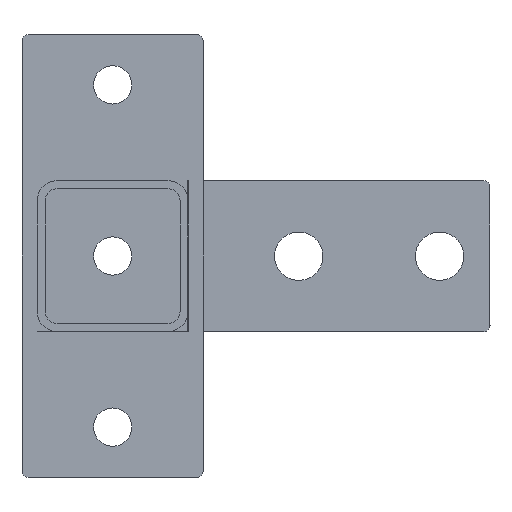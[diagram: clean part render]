
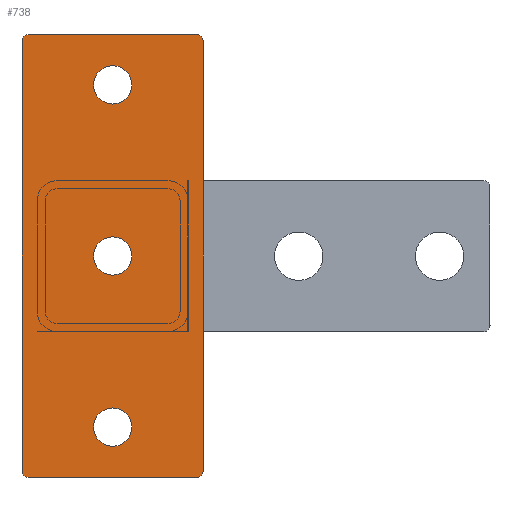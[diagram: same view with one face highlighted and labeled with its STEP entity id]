
A CAD part, front view. The second image highlights one B-rep face of the part: STEP entity #738.
In plain terms, the highlighted face is planar.
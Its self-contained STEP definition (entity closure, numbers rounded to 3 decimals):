
#1 = EDGE_CURVE ( 'NONE', #355, #1893, #1887, .T. ) ;
#30 = DIRECTION ( 'NONE',  ( 1., 0., 0. ) ) ;
#62 = CARTESIAN_POINT ( 'NONE',  ( -220., 3., -10. ) ) ;
#65 = CIRCLE ( 'NONE', #1932, 3. ) ;
#95 = CIRCLE ( 'NONE', #978, 9.5 ) ;
#103 = VECTOR ( 'NONE', #543, 1000. ) ;
#114 = EDGE_CURVE ( 'NONE', #1763, #899, #478, .T. ) ;
#135 = CARTESIAN_POINT ( 'NONE',  ( -195., 45., -10. ) ) ;
#167 = VERTEX_POINT ( 'NONE', #2156 ) ;
#171 = LINE ( 'NONE', #734, #103 ) ;
#222 = CIRCLE ( 'NONE', #1548, 9.5 ) ;
#301 = DIRECTION ( 'NONE',  ( 0., 0., 1. ) ) ;
#323 = AXIS2_PLACEMENT_3D ( 'NONE', #463, #1018, #987 ) ;
#336 = ORIENTED_EDGE ( 'NONE', *, *, #533, .T. ) ;
#342 = ORIENTED_EDGE ( 'NONE', *, *, #2307, .F. ) ;
#345 = DIRECTION ( 'NONE',  ( 1., 0., 0. ) ) ;
#352 = LINE ( 'NONE', #1075, #794 ) ;
#355 = VERTEX_POINT ( 'NONE', #1350 ) ;
#382 = CARTESIAN_POINT ( 'NONE',  ( -25., 45., -10. ) ) ;
#389 = DIRECTION ( 'NONE',  ( 0., 0., 1. ) ) ;
#416 = AXIS2_PLACEMENT_3D ( 'NONE', #2136, #1390, #694 ) ;
#419 = DIRECTION ( 'NONE',  ( -1., 0., 0. ) ) ;
#431 = EDGE_CURVE ( 'NONE', #497, #555, #897, .T. ) ;
#440 = DIRECTION ( 'NONE',  ( 0., 1., 0. ) ) ;
#445 = DIRECTION ( 'NONE',  ( 0., 0., 1. ) ) ;
#463 = CARTESIAN_POINT ( 'NONE',  ( -217., 3., -10. ) ) ;
#478 = CIRCLE ( 'NONE', #1766, 9.5 ) ;
#479 = VERTEX_POINT ( 'NONE', #997 ) ;
#480 = CARTESIAN_POINT ( 'NONE',  ( 0., 0., -10. ) ) ;
#497 = VERTEX_POINT ( 'NONE', #2348 ) ;
#503 = ORIENTED_EDGE ( 'NONE', *, *, #1255, .F. ) ;
#532 = EDGE_LOOP ( 'NONE', ( #2214, #1020, #503, #1377, #1101, #1749, #342, #1281 ) ) ;
#533 = EDGE_CURVE ( 'NONE', #899, #1763, #552, .T. ) ;
#543 = DIRECTION ( 'NONE',  ( 0., -1., 0. ) ) ;
#552 = CIRCLE ( 'NONE', #1392, 9.5 ) ;
#555 = VERTEX_POINT ( 'NONE', #62 ) ;
#589 = EDGE_CURVE ( 'NONE', #1880, #1475, #1542, .T. ) ;
#638 = EDGE_CURVE ( 'NONE', #1353, #2135, #1123, .T. ) ;
#654 = FACE_BOUND ( 'NONE', #1850, .T. ) ;
#664 = CARTESIAN_POINT ( 'NONE',  ( -15.5, 45., -10. ) ) ;
#666 = EDGE_CURVE ( 'NONE', #479, #1422, #95, .T. ) ;
#676 = LINE ( 'NONE', #1036, #2051 ) ;
#693 = DIRECTION ( 'NONE',  ( 0., 0., 1. ) ) ;
#694 = DIRECTION ( 'NONE',  ( 1., 0., 0. ) ) ;
#734 = CARTESIAN_POINT ( 'NONE',  ( -220., 0., -10. ) ) ;
#738 = ADVANCED_FACE ( 'NONE', ( #1376, #2268, #654, #2114 ), #1346, .F. ) ;
#753 = CIRCLE ( 'NONE', #416, 9.5 ) ;
#765 = CARTESIAN_POINT ( 'NONE',  ( 0., 87., -10. ) ) ;
#794 = VECTOR ( 'NONE', #419, 1000. ) ;
#828 = VECTOR ( 'NONE', #440, 1000. ) ;
#846 = DIRECTION ( 'NONE',  ( 1., 0., 0. ) ) ;
#852 = EDGE_LOOP ( 'NONE', ( #336, #1844 ) ) ;
#855 = AXIS2_PLACEMENT_3D ( 'NONE', #1192, #1003, #1558 ) ;
#869 = CARTESIAN_POINT ( 'NONE',  ( -3., 3., -10. ) ) ;
#897 = CIRCLE ( 'NONE', #323, 3. ) ;
#899 = VERTEX_POINT ( 'NONE', #664 ) ;
#911 = CARTESIAN_POINT ( 'NONE',  ( -119.5, 45., -10. ) ) ;
#941 = ORIENTED_EDGE ( 'NONE', *, *, #1518, .T. ) ;
#950 = CARTESIAN_POINT ( 'NONE',  ( -25., 45., -10. ) ) ;
#978 = AXIS2_PLACEMENT_3D ( 'NONE', #1713, #1551, #2256 ) ;
#987 = DIRECTION ( 'NONE',  ( 1., 0., 0. ) ) ;
#997 = CARTESIAN_POINT ( 'NONE',  ( -100.5, 45., -10. ) ) ;
#1003 = DIRECTION ( 'NONE',  ( 0., 0., -1. ) ) ;
#1016 = CARTESIAN_POINT ( 'NONE',  ( -217., 87., -10. ) ) ;
#1018 = DIRECTION ( 'NONE',  ( 0., 0., -1. ) ) ;
#1020 = ORIENTED_EDGE ( 'NONE', *, *, #1284, .T. ) ;
#1029 = DIRECTION ( 'NONE',  ( 1., 0., 0. ) ) ;
#1036 = CARTESIAN_POINT ( 'NONE',  ( 0., 0., -10. ) ) ;
#1039 = ORIENTED_EDGE ( 'NONE', *, *, #1, .T. ) ;
#1075 = CARTESIAN_POINT ( 'NONE',  ( 0., 90., -10. ) ) ;
#1101 = ORIENTED_EDGE ( 'NONE', *, *, #1799, .F. ) ;
#1123 = CIRCLE ( 'NONE', #1853, 3. ) ;
#1139 = CARTESIAN_POINT ( 'NONE',  ( -34.5, 45., -10. ) ) ;
#1167 = DIRECTION ( 'NONE',  ( 1., 0., 0. ) ) ;
#1192 = CARTESIAN_POINT ( 'NONE',  ( -3., 87., -10. ) ) ;
#1197 = AXIS2_PLACEMENT_3D ( 'NONE', #135, #2253, #1711 ) ;
#1255 = EDGE_CURVE ( 'NONE', #497, #167, #676, .T. ) ;
#1281 = ORIENTED_EDGE ( 'NONE', *, *, #589, .T. ) ;
#1284 = EDGE_CURVE ( 'NONE', #2107, #167, #65, .T. ) ;
#1346 = PLANE ( 'NONE',  #1468 ) ;
#1350 = CARTESIAN_POINT ( 'NONE',  ( -185.5, 45., -10. ) ) ;
#1353 = VERTEX_POINT ( 'NONE', #2370 ) ;
#1376 = FACE_BOUND ( 'NONE', #2179, .T. ) ;
#1377 = ORIENTED_EDGE ( 'NONE', *, *, #431, .T. ) ;
#1390 = DIRECTION ( 'NONE',  ( 0., 0., 1. ) ) ;
#1392 = AXIS2_PLACEMENT_3D ( 'NONE', #950, #389, #30 ) ;
#1422 = VERTEX_POINT ( 'NONE', #911 ) ;
#1468 = AXIS2_PLACEMENT_3D ( 'NONE', #480, #301, #1029 ) ;
#1475 = VERTEX_POINT ( 'NONE', #765 ) ;
#1518 = EDGE_CURVE ( 'NONE', #1893, #355, #222, .T. ) ;
#1542 = CIRCLE ( 'NONE', #855, 3. ) ;
#1548 = AXIS2_PLACEMENT_3D ( 'NONE', #1555, #445, #1167 ) ;
#1551 = DIRECTION ( 'NONE',  ( 0., 0., 1. ) ) ;
#1555 = CARTESIAN_POINT ( 'NONE',  ( -195., 45., -10. ) ) ;
#1558 = DIRECTION ( 'NONE',  ( 1., 0., 0. ) ) ;
#1559 = ORIENTED_EDGE ( 'NONE', *, *, #1743, .T. ) ;
#1711 = DIRECTION ( 'NONE',  ( 1., 0., 0. ) ) ;
#1713 = CARTESIAN_POINT ( 'NONE',  ( -110., 45., -10. ) ) ;
#1743 = EDGE_CURVE ( 'NONE', #1422, #479, #753, .T. ) ;
#1749 = ORIENTED_EDGE ( 'NONE', *, *, #638, .T. ) ;
#1763 = VERTEX_POINT ( 'NONE', #1139 ) ;
#1766 = AXIS2_PLACEMENT_3D ( 'NONE', #382, #693, #2195 ) ;
#1774 = DIRECTION ( 'NONE',  ( 1., 0., 0. ) ) ;
#1799 = EDGE_CURVE ( 'NONE', #1353, #555, #171, .T. ) ;
#1831 = ORIENTED_EDGE ( 'NONE', *, *, #666, .T. ) ;
#1844 = ORIENTED_EDGE ( 'NONE', *, *, #114, .T. ) ;
#1850 = EDGE_LOOP ( 'NONE', ( #1831, #1559 ) ) ;
#1853 = AXIS2_PLACEMENT_3D ( 'NONE', #1016, #1922, #846 ) ;
#1870 = CARTESIAN_POINT ( 'NONE',  ( 0., 0., -10. ) ) ;
#1880 = VERTEX_POINT ( 'NONE', #2005 ) ;
#1887 = CIRCLE ( 'NONE', #1197, 9.5 ) ;
#1893 = VERTEX_POINT ( 'NONE', #2352 ) ;
#1922 = DIRECTION ( 'NONE',  ( 0., 0., -1. ) ) ;
#1932 = AXIS2_PLACEMENT_3D ( 'NONE', #869, #2306, #345 ) ;
#2005 = CARTESIAN_POINT ( 'NONE',  ( -3., 90., -10. ) ) ;
#2051 = VECTOR ( 'NONE', #1774, 1000. ) ;
#2107 = VERTEX_POINT ( 'NONE', #2155 ) ;
#2114 = FACE_OUTER_BOUND ( 'NONE', #532, .T. ) ;
#2135 = VERTEX_POINT ( 'NONE', #2367 ) ;
#2136 = CARTESIAN_POINT ( 'NONE',  ( -110., 45., -10. ) ) ;
#2155 = CARTESIAN_POINT ( 'NONE',  ( 0., 3., -10. ) ) ;
#2156 = CARTESIAN_POINT ( 'NONE',  ( -3., 0., -10. ) ) ;
#2179 = EDGE_LOOP ( 'NONE', ( #1039, #941 ) ) ;
#2195 = DIRECTION ( 'NONE',  ( 1., 0., 0. ) ) ;
#2214 = ORIENTED_EDGE ( 'NONE', *, *, #2338, .F. ) ;
#2253 = DIRECTION ( 'NONE',  ( 0., 0., 1. ) ) ;
#2256 = DIRECTION ( 'NONE',  ( 1., 0., 0. ) ) ;
#2268 = FACE_BOUND ( 'NONE', #852, .T. ) ;
#2280 = LINE ( 'NONE', #1870, #828 ) ;
#2306 = DIRECTION ( 'NONE',  ( 0., 0., -1. ) ) ;
#2307 = EDGE_CURVE ( 'NONE', #1880, #2135, #352, .T. ) ;
#2338 = EDGE_CURVE ( 'NONE', #2107, #1475, #2280, .T. ) ;
#2348 = CARTESIAN_POINT ( 'NONE',  ( -217., 0., -10. ) ) ;
#2352 = CARTESIAN_POINT ( 'NONE',  ( -204.5, 45., -10. ) ) ;
#2367 = CARTESIAN_POINT ( 'NONE',  ( -217., 90., -10. ) ) ;
#2370 = CARTESIAN_POINT ( 'NONE',  ( -220., 87., -10. ) ) ;
